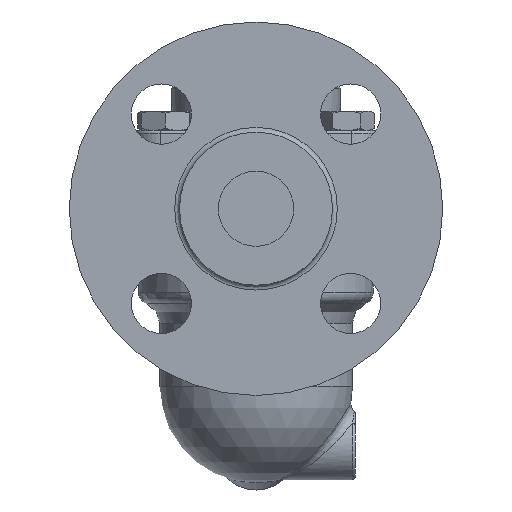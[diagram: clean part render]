
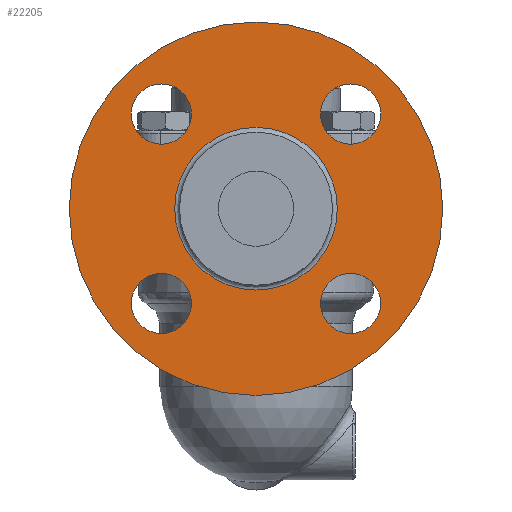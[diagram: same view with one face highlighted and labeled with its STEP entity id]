
A CAD part, left-side view. The second image highlights one B-rep face of the part: STEP entity #22205.
In plain terms, the highlighted planar face has unit normal (-1, 0, 0).
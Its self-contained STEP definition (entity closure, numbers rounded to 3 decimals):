
#22099=CARTESIAN_POINT('',(-105.4,0.,61.));
#22100=VERTEX_POINT('',#22099);
#22101=CARTESIAN_POINT('',(-105.4,0.0,-1.));
#22102=DIRECTION('',(1.0,0.0,0.0));
#22103=DIRECTION('',(0.0,0.0,-1.0));
#22104=AXIS2_PLACEMENT_3D('',#22101,#22102,#22103);
#22105=CIRCLE('',#22104,62.0);
#22106=EDGE_CURVE('',#22100,#22100,#22105,.T.);
#22142=CARTESIAN_POINT('',(-105.4,0.0,-1.));
#22143=DIRECTION('',(1.0,0.0,0.0));
#22144=DIRECTION('',(0.0,0.0,-1.0));
#22145=AXIS2_PLACEMENT_3D('',#22142,#22143,#22144);
#22146=PLANE('',#22145);
#22147=ORIENTED_EDGE('',*,*,#22106,.F.);
#22148=EDGE_LOOP('',(#22147));
#22149=FACE_OUTER_BOUND('',#22148,.T.);
#22150=CARTESIAN_POINT('',(-105.4,0.,26.));
#22151=VERTEX_POINT('',#22150);
#22152=CARTESIAN_POINT('',(-105.4,0.0,-1.));
#22153=DIRECTION('',(-1.0,0.0,0.0));
#22154=DIRECTION('',(0.0,0.0,-1.0));
#22155=AXIS2_PLACEMENT_3D('',#22152,#22153,#22154);
#22156=CIRCLE('',#22155,27.0);
#22157=EDGE_CURVE('',#22151,#22151,#22156,.T.);
#22158=ORIENTED_EDGE('',*,*,#22157,.F.);
#22159=EDGE_LOOP('',(#22158));
#22160=FACE_BOUND('',#22159,.T.);
#22161=CARTESIAN_POINT('',(-105.4,31.431,20.431));
#22162=VERTEX_POINT('',#22161);
#22163=CARTESIAN_POINT('',(-105.4,31.431,30.431));
#22164=DIRECTION('',(1.0,0.0,0.0));
#22165=DIRECTION('',(0.0,0.0,1.0));
#22166=AXIS2_PLACEMENT_3D('',#22163,#22164,#22165);
#22167=CIRCLE('',#22166,10.0);
#22168=EDGE_CURVE('',#22162,#22162,#22167,.T.);
#22169=ORIENTED_EDGE('',*,*,#22168,.T.);
#22170=EDGE_LOOP('',(#22169));
#22171=FACE_BOUND('',#22170,.T.);
#22172=CARTESIAN_POINT('',(-105.4,-21.431,30.431));
#22173=VERTEX_POINT('',#22172);
#22174=CARTESIAN_POINT('',(-105.4,-31.431,30.431));
#22175=DIRECTION('',(1.0,0.0,0.0));
#22176=DIRECTION('',(0.0,-1.0,0.0));
#22177=AXIS2_PLACEMENT_3D('',#22174,#22175,#22176);
#22178=CIRCLE('',#22177,10.0);
#22179=EDGE_CURVE('',#22173,#22173,#22178,.T.);
#22180=ORIENTED_EDGE('',*,*,#22179,.T.);
#22181=EDGE_LOOP('',(#22180));
#22182=FACE_BOUND('',#22181,.T.);
#22183=CARTESIAN_POINT('',(-105.4,-31.431,-22.431));
#22184=VERTEX_POINT('',#22183);
#22185=CARTESIAN_POINT('',(-105.4,-31.431,-32.431));
#22186=DIRECTION('',(1.0,0.0,0.0));
#22187=DIRECTION('',(0.0,0.0,-1.0));
#22188=AXIS2_PLACEMENT_3D('',#22185,#22186,#22187);
#22189=CIRCLE('',#22188,10.0);
#22190=EDGE_CURVE('',#22184,#22184,#22189,.T.);
#22191=ORIENTED_EDGE('',*,*,#22190,.T.);
#22192=EDGE_LOOP('',(#22191));
#22193=FACE_BOUND('',#22192,.T.);
#22194=CARTESIAN_POINT('',(-105.4,21.431,-32.431));
#22195=VERTEX_POINT('',#22194);
#22196=CARTESIAN_POINT('',(-105.4,31.431,-32.431));
#22197=DIRECTION('',(1.0,0.0,0.0));
#22198=DIRECTION('',(0.0,1.0,0.0));
#22199=AXIS2_PLACEMENT_3D('',#22196,#22197,#22198);
#22200=CIRCLE('',#22199,10.0);
#22201=EDGE_CURVE('',#22195,#22195,#22200,.T.);
#22202=ORIENTED_EDGE('',*,*,#22201,.T.);
#22203=EDGE_LOOP('',(#22202));
#22204=FACE_BOUND('',#22203,.T.);
#22205=ADVANCED_FACE('',(#22149,#22160,#22171,#22182,#22193,#22204),#22146,.F.);
